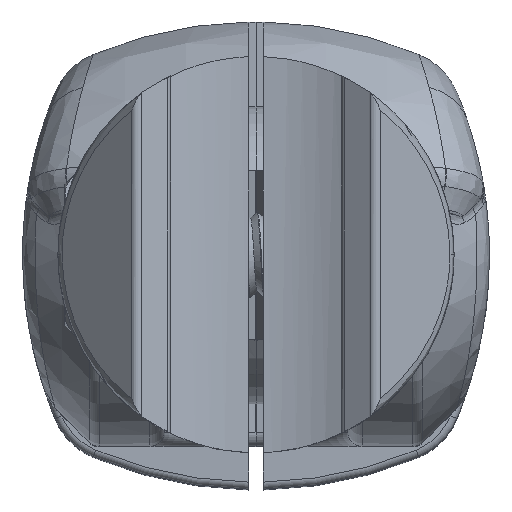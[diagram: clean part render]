
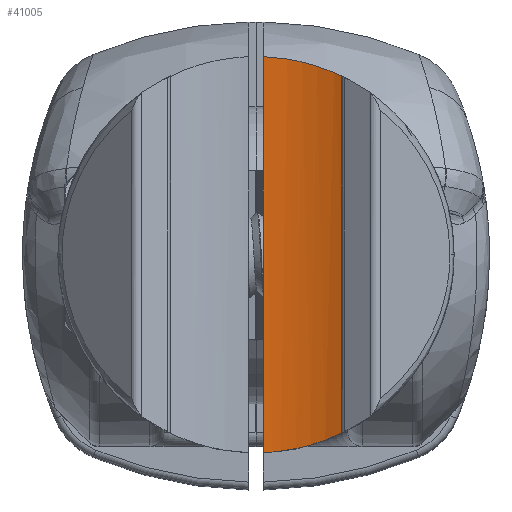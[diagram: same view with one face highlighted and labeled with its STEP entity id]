
A CAD part, top view. The second image highlights one B-rep face of the part: STEP entity #41005.
In plain terms, the highlighted cylindrical face has radius 14.2 mm (diameter 28.4 mm), a partial arc.
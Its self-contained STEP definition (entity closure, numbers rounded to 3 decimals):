
#1965 = EDGE_CURVE ( 'NONE', #25598, #45663, #38585, .T. ) ;
#2765 = EDGE_CURVE ( 'NONE', #41565, #25598, #39681, .T. ) ;
#4624 = CARTESIAN_POINT ( 'NONE',  ( 0.5, -13.991, 79.746 ) ) ;
#5200 = EDGE_CURVE ( 'NONE', #45663, #32446, #25390, .T. ) ;
#8479 = CARTESIAN_POINT ( 'NONE',  ( 2.617, -13.796, 79.94 ) ) ;
#8950 = DIRECTION ( 'NONE',  ( 0., 1., 0. ) ) ;
#10152 = CARTESIAN_POINT ( 'NONE',  ( 1.554, 13.953, 79.783 ) ) ;
#12238 = CARTESIAN_POINT ( 'NONE',  ( 1.554, -13.953, 79.783 ) ) ;
#13306 = EDGE_LOOP ( 'NONE', ( #36412, #31972, #51707, #48850 ) ) ;
#13644 = CARTESIAN_POINT ( 'NONE',  ( 2.617, 13.796, 79.94 ) ) ;
#15894 = VECTOR ( 'NONE', #43985, 1000. ) ;
#19267 = DIRECTION ( 'NONE',  ( 0., 0., -1. ) ) ;
#20063 = CARTESIAN_POINT ( 'NONE',  ( 6.694, 12.296, 81.414 ) ) ;
#20527 = AXIS2_PLACEMENT_3D ( 'NONE', #35369, #51820, #19267 ) ;
#21136 = VECTOR ( 'NONE', #8950, 1000. ) ;
#22520 = CARTESIAN_POINT ( 'NONE',  ( 6.694, 12.296, 81.414 ) ) ;
#25390 = LINE ( 'NONE', #4624, #21136 ) ;
#25598 = VERTEX_POINT ( 'NONE', #29570 ) ;
#26759 = EDGE_CURVE ( 'NONE', #32446, #41565, #43045, .T. ) ;
#27108 = CYLINDRICAL_SURFACE ( 'NONE', #20527, 14.2 ) ;
#28569 = CARTESIAN_POINT ( 'NONE',  ( 6.694, 12.296, 81.414 ) ) ;
#28659 = CARTESIAN_POINT ( 'NONE',  ( 0.5, -13.991, 79.746 ) ) ;
#29570 = CARTESIAN_POINT ( 'NONE',  ( 6.694, -12.296, 81.414 ) ) ;
#29791 = CARTESIAN_POINT ( 'NONE',  ( 4.701, 13.231, 80.496 ) ) ;
#31972 = ORIENTED_EDGE ( 'NONE', *, *, #2765, .F. ) ;
#32446 = VERTEX_POINT ( 'NONE', #48871 ) ;
#32693 = CARTESIAN_POINT ( 'NONE',  ( 6.694, -12.296, 81.414 ) ) ;
#35369 = CARTESIAN_POINT ( 'NONE',  ( 0., -50., 93.937 ) ) ;
#36412 = ORIENTED_EDGE ( 'NONE', *, *, #1965, .F. ) ;
#36933 = CARTESIAN_POINT ( 'NONE',  ( 4.701, -13.231, 80.496 ) ) ;
#38585 = B_SPLINE_CURVE_WITH_KNOTS ( 'NONE', 3,
 ( #32693, #49043, #36933, #8479, #12238, #28659 ),
 .UNSPECIFIED., .F., .F.,
 ( 4, 2, 4 ),
 ( 0., 0.5, 1. ),
 .UNSPECIFIED. ) ;
#39165 = FACE_OUTER_BOUND ( 'NONE', #13306, .T. ) ;
#39681 = LINE ( 'NONE', #20063, #15894 ) ;
#39749 = CARTESIAN_POINT ( 'NONE',  ( 0.5, -13.991, 79.746 ) ) ;
#41005 = ADVANCED_FACE ( 'NONE', ( #39165 ), #27108, .F. ) ;
#41565 = VERTEX_POINT ( 'NONE', #28569 ) ;
#42384 = CARTESIAN_POINT ( 'NONE',  ( 0.5, 13.991, 79.746 ) ) ;
#43045 = B_SPLINE_CURVE_WITH_KNOTS ( 'NONE', 3,
 ( #42384, #10152, #13644, #29791, #46145, #22520 ),
 .UNSPECIFIED., .F., .F.,
 ( 4, 2, 4 ),
 ( 0., 0.5, 1. ),
 .UNSPECIFIED. ) ;
#43985 = DIRECTION ( 'NONE',  ( 0., -1., 0. ) ) ;
#45663 = VERTEX_POINT ( 'NONE', #39749 ) ;
#46145 = CARTESIAN_POINT ( 'NONE',  ( 5.724, 12.824, 80.895 ) ) ;
#48850 = ORIENTED_EDGE ( 'NONE', *, *, #5200, .F. ) ;
#48871 = CARTESIAN_POINT ( 'NONE',  ( 0.5, 13.991, 79.746 ) ) ;
#49043 = CARTESIAN_POINT ( 'NONE',  ( 5.724, -12.824, 80.895 ) ) ;
#51707 = ORIENTED_EDGE ( 'NONE', *, *, #26759, .F. ) ;
#51820 = DIRECTION ( 'NONE',  ( 0., -1., 0. ) ) ;
